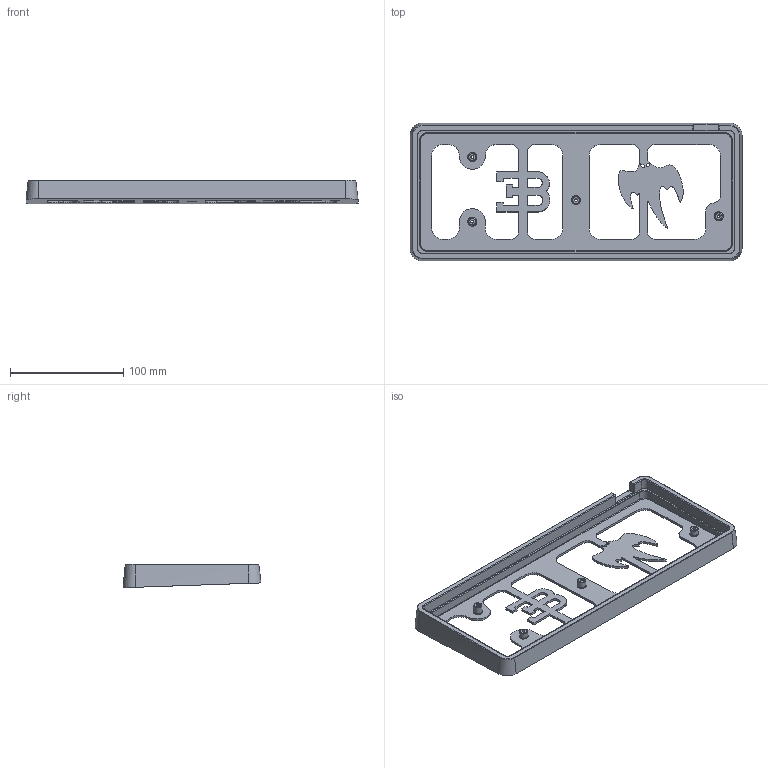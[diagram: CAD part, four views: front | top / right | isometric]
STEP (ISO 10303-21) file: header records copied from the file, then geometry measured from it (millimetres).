
FILE_DESCRIPTION(('FreeCAD Model'),'2;1');
FILE_NAME('Open CASCADE Shape Model','2024-03-10T11:54:46',('Author'),( ''),'Open CASCADE STEP processor 7.6','FreeCAD','Unknown');
FILE_SCHEMA(('AUTOMOTIVE_DESIGN { 1 0 10303 214 1 1 1 1 }'));
Length unit declared in the file: millimetre
Products named in the file (1): Body
Bounding box: 293.46 x 121.94 x 20.72 mm (x, y, z)
Volume: 128705.7 mm3; surface area: 71508.4 mm2
Topology: 1 solids, 1 shells, 415 faces, 1163 edges, 750 vertices
Faces by surface type: plane 263, cylinder 71, extrusion 37, bspline 26, torus 14, sphere 4
Full cylindrical faces by diameter (mm): 2.42 x4, 7 x4
Entity records: 33735 total; most frequent: CARTESIAN_POINT 10991, DIRECTION 4030, VECTOR 2968, LINE 2931, ORIENTED_EDGE 2316, PCURVE 2316, DEFINITIONAL_REPRESENTATION 2316, EDGE_CURVE 1158
